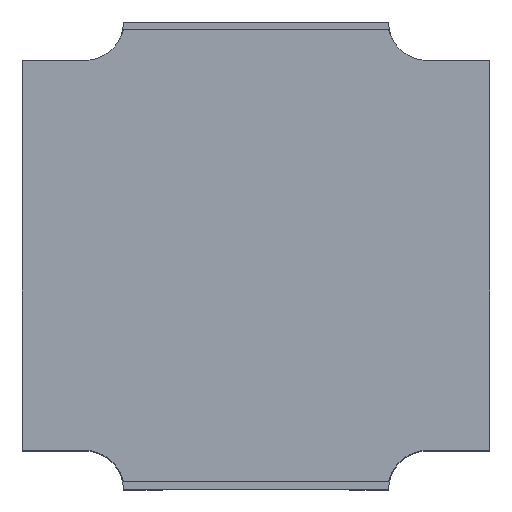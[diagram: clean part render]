
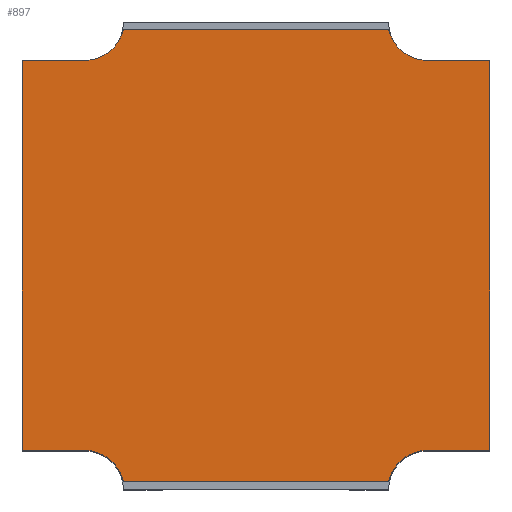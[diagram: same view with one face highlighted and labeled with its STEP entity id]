
A CAD part, top view. The second image highlights one B-rep face of the part: STEP entity #897.
In plain terms, the highlighted planar face has unit normal (0, 0, 1).
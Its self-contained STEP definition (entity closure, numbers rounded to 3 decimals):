
#44=CIRCLE('',#975,0.512);
#46=CIRCLE('',#979,0.512);
#48=CIRCLE('',#985,0.512);
#50=CIRCLE('',#989,0.512);
#112=FACE_OUTER_BOUND('',#163,.T.);
#163=EDGE_LOOP('',(#786,#787,#788,#789,#790,#791,#792,#793,#794,#795,#796,
#797));
#236=LINE('',#1437,#333);
#240=LINE('',#1449,#337);
#244=LINE('',#1461,#341);
#247=LINE('',#1467,#344);
#250=LINE('',#1473,#347);
#254=LINE('',#1485,#351);
#258=LINE('',#1497,#355);
#261=LINE('',#1501,#358);
#333=VECTOR('',#1179,10.);
#337=VECTOR('',#1191,10.);
#341=VECTOR('',#1203,10.);
#344=VECTOR('',#1208,10.);
#347=VECTOR('',#1213,10.);
#351=VECTOR('',#1225,10.);
#355=VECTOR('',#1237,10.);
#358=VECTOR('',#1242,10.);
#419=VERTEX_POINT('',#1434);
#420=VERTEX_POINT('',#1436);
#422=VERTEX_POINT('',#1442);
#424=VERTEX_POINT('',#1448);
#426=VERTEX_POINT('',#1454);
#428=VERTEX_POINT('',#1460);
#430=VERTEX_POINT('',#1466);
#432=VERTEX_POINT('',#1472);
#434=VERTEX_POINT('',#1478);
#436=VERTEX_POINT('',#1484);
#438=VERTEX_POINT('',#1490);
#440=VERTEX_POINT('',#1496);
#530=EDGE_CURVE('',#420,#419,#236,.T.);
#533=EDGE_CURVE('',#422,#420,#44,.T.);
#536=EDGE_CURVE('',#424,#422,#240,.T.);
#539=EDGE_CURVE('',#426,#424,#46,.T.);
#542=EDGE_CURVE('',#428,#426,#244,.T.);
#545=EDGE_CURVE('',#430,#428,#247,.T.);
#548=EDGE_CURVE('',#432,#430,#250,.T.);
#551=EDGE_CURVE('',#434,#432,#48,.T.);
#554=EDGE_CURVE('',#436,#434,#254,.T.);
#557=EDGE_CURVE('',#438,#436,#50,.T.);
#560=EDGE_CURVE('',#440,#438,#258,.T.);
#563=EDGE_CURVE('',#419,#440,#261,.T.);
#786=ORIENTED_EDGE('',*,*,#563,.T.);
#787=ORIENTED_EDGE('',*,*,#560,.T.);
#788=ORIENTED_EDGE('',*,*,#557,.T.);
#789=ORIENTED_EDGE('',*,*,#554,.T.);
#790=ORIENTED_EDGE('',*,*,#551,.T.);
#791=ORIENTED_EDGE('',*,*,#548,.T.);
#792=ORIENTED_EDGE('',*,*,#545,.T.);
#793=ORIENTED_EDGE('',*,*,#542,.T.);
#794=ORIENTED_EDGE('',*,*,#539,.T.);
#795=ORIENTED_EDGE('',*,*,#536,.T.);
#796=ORIENTED_EDGE('',*,*,#533,.T.);
#797=ORIENTED_EDGE('',*,*,#530,.T.);
#846=PLANE('',#992);
#897=ADVANCED_FACE('',(#112),#846,.T.);
#975=AXIS2_PLACEMENT_3D('',#1443,#1185,#1186);
#979=AXIS2_PLACEMENT_3D('',#1455,#1197,#1198);
#985=AXIS2_PLACEMENT_3D('',#1479,#1219,#1220);
#989=AXIS2_PLACEMENT_3D('',#1491,#1231,#1232);
#992=AXIS2_PLACEMENT_3D('',#1502,#1243,#1244);
#1179=DIRECTION('',(1.,0.,0.));
#1185=DIRECTION('center_axis',(0.,0.,-1.));
#1186=DIRECTION('ref_axis',(0.,1.,0.));
#1191=DIRECTION('',(1.,0.,0.));
#1197=DIRECTION('center_axis',(0.,0.,-1.));
#1198=DIRECTION('ref_axis',(0.976,0.22,0.));
#1203=DIRECTION('',(1.,0.,0.));
#1208=DIRECTION('',(0.,-1.,0.));
#1213=DIRECTION('',(-1.,0.,0.));
#1219=DIRECTION('center_axis',(0.,0.,-1.));
#1220=DIRECTION('ref_axis',(0.,-1.,0.));
#1225=DIRECTION('',(-1.,0.,0.));
#1231=DIRECTION('center_axis',(0.,0.,-1.));
#1232=DIRECTION('ref_axis',(-0.976,-0.22,0.));
#1237=DIRECTION('',(-1.,0.,0.));
#1242=DIRECTION('',(0.,1.,0.));
#1243=DIRECTION('center_axis',(0.,0.,1.));
#1244=DIRECTION('ref_axis',(-1.,0.,0.));
#1434=CARTESIAN_POINT('',(3.,-2.5,4.5));
#1436=CARTESIAN_POINT('',(2.2,-2.5,4.5));
#1437=CARTESIAN_POINT('',(3.,-2.5,4.5));
#1442=CARTESIAN_POINT('',(1.7,-2.9,4.5));
#1443=CARTESIAN_POINT('Origin',(2.2,-3.012,4.5));
#1448=CARTESIAN_POINT('',(-1.7,-2.9,4.5));
#1449=CARTESIAN_POINT('',(-1.7,-2.9,4.5));
#1454=CARTESIAN_POINT('',(-2.2,-2.5,4.5));
#1455=CARTESIAN_POINT('Origin',(-2.2,-3.012,4.5));
#1460=CARTESIAN_POINT('',(-3.,-2.5,4.5));
#1461=CARTESIAN_POINT('',(-3.,-2.5,4.5));
#1466=CARTESIAN_POINT('',(-3.,2.5,4.5));
#1467=CARTESIAN_POINT('',(-3.,2.5,4.5));
#1472=CARTESIAN_POINT('',(-2.2,2.5,4.5));
#1473=CARTESIAN_POINT('',(-3.,2.5,4.5));
#1478=CARTESIAN_POINT('',(-1.7,2.9,4.5));
#1479=CARTESIAN_POINT('Origin',(-2.2,3.012,4.5));
#1484=CARTESIAN_POINT('',(1.7,2.9,4.5));
#1485=CARTESIAN_POINT('',(-1.7,2.9,4.5));
#1490=CARTESIAN_POINT('',(2.2,2.5,4.5));
#1491=CARTESIAN_POINT('Origin',(2.2,3.012,4.5));
#1496=CARTESIAN_POINT('',(3.,2.5,4.5));
#1497=CARTESIAN_POINT('',(3.,2.5,4.5));
#1501=CARTESIAN_POINT('',(3.,-2.5,4.5));
#1502=CARTESIAN_POINT('Origin',(0.,0.,4.5));
